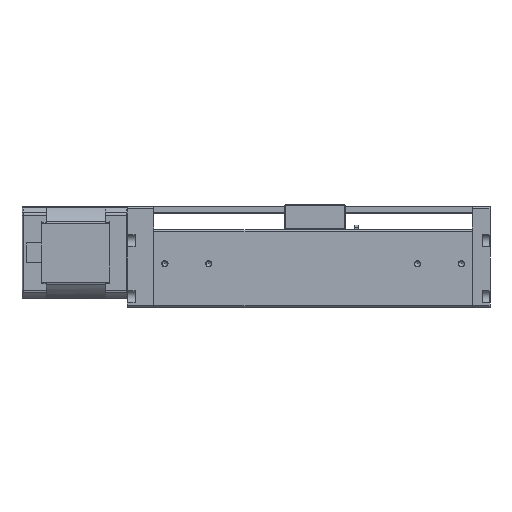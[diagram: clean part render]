
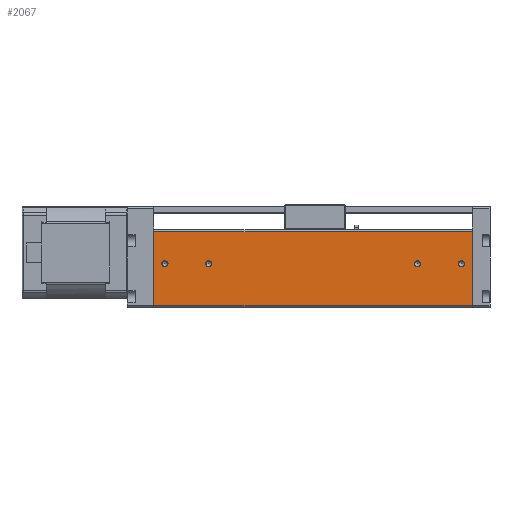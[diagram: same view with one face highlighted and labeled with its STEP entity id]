
A CAD part, front view. The second image highlights one B-rep face of the part: STEP entity #2067.
In plain terms, the highlighted face is planar.
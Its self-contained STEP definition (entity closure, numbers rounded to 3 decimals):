
#2067 = ADVANCED_FACE( '', ( #4539, #4540, #4541, #4542, #4543 ), #4544, .F. );
#4539 = FACE_BOUND( '', #7429, .T. );
#4540 = FACE_BOUND( '', #7430, .T. );
#4541 = FACE_BOUND( '', #7431, .T. );
#4542 = FACE_BOUND( '', #7432, .T. );
#4543 = FACE_OUTER_BOUND( '', #7433, .T. );
#4544 = PLANE( '', #7434 );
#7429 = EDGE_LOOP( '', ( #12332 ) );
#7430 = EDGE_LOOP( '', ( #12333 ) );
#7431 = EDGE_LOOP( '', ( #12334 ) );
#7432 = EDGE_LOOP( '', ( #12335 ) );
#7433 = EDGE_LOOP( '', ( #12336, #12337, #12338, #12339 ) );
#7434 = AXIS2_PLACEMENT_3D( '', #12340, #12341, #12342 );
#12332 = ORIENTED_EDGE( '', *, *, #16056, .T. );
#12333 = ORIENTED_EDGE( '', *, *, #16652, .T. );
#12334 = ORIENTED_EDGE( '', *, *, #16701, .T. );
#12335 = ORIENTED_EDGE( '', *, *, #16604, .T. );
#12336 = ORIENTED_EDGE( '', *, *, #16702, .T. );
#12337 = ORIENTED_EDGE( '', *, *, #16703, .T. );
#12338 = ORIENTED_EDGE( '', *, *, #16503, .F. );
#12339 = ORIENTED_EDGE( '', *, *, #15243, .T. );
#12340 = CARTESIAN_POINT( '', ( -21., -72.5, -19. ) );
#12341 = DIRECTION( '', ( 1., 0., 0. ) );
#12342 = DIRECTION( '', ( 0., 0., -1. ) );
#15243 = EDGE_CURVE( '', #17892, #17896, #17898, .T. );
#16056 = EDGE_CURVE( '', #19189, #19189, #19190, .T. );
#16503 = EDGE_CURVE( '', #17892, #19831, #19832, .T. );
#16604 = EDGE_CURVE( '', #19967, #19967, #19968, .T. );
#16652 = EDGE_CURVE( '', #20030, #20030, #20031, .T. );
#16701 = EDGE_CURVE( '', #20099, #20099, #20100, .T. );
#16702 = EDGE_CURVE( '', #17896, #20101, #20102, .T. );
#16703 = EDGE_CURVE( '', #20101, #19831, #20103, .T. );
#17892 = VERTEX_POINT( '', #21527 );
#17896 = VERTEX_POINT( '', #21533 );
#17898 = LINE( '', #21536, #21537 );
#19189 = VERTEX_POINT( '', #23191 );
#19190 = CIRCLE( '', #23192, 1.45 );
#19831 = VERTEX_POINT( '', #24005 );
#19832 = LINE( '', #24006, #24007 );
#19967 = VERTEX_POINT( '', #24169 );
#19968 = CIRCLE( '', #24170, 1.45 );
#20030 = VERTEX_POINT( '', #24253 );
#20031 = CIRCLE( '', #24254, 1.45 );
#20099 = VERTEX_POINT( '', #24342 );
#20100 = CIRCLE( '', #24343, 1.45 );
#20101 = VERTEX_POINT( '', #24344 );
#20102 = LINE( '', #24345, #24346 );
#20103 = LINE( '', #24347, #24348 );
#21527 = CARTESIAN_POINT( '', ( -21., -72.5, 15.5 ) );
#21533 = CARTESIAN_POINT( '', ( -21., 72.5, 15.5 ) );
#21536 = CARTESIAN_POINT( '', ( -21., -72.5, 15.5 ) );
#21537 = VECTOR( '', #25682, 1000. );
#23191 = CARTESIAN_POINT( '', ( -21., 46.05, 1. ) );
#23192 = AXIS2_PLACEMENT_3D( '', #26801, #26802, #26803 );
#24005 = CARTESIAN_POINT( '', ( -21., -72.5, -18. ) );
#24006 = CARTESIAN_POINT( '', ( -21., -72.5, -19. ) );
#24007 = VECTOR( '', #27393, 1000. );
#24169 = CARTESIAN_POINT( '', ( -21., -68.95, 1. ) );
#24170 = AXIS2_PLACEMENT_3D( '', #27514, #27515, #27516 );
#24253 = CARTESIAN_POINT( '', ( -21., 66.05, 1. ) );
#24254 = AXIS2_PLACEMENT_3D( '', #27556, #27557, #27558 );
#24342 = CARTESIAN_POINT( '', ( -21., -48.95, 1. ) );
#24343 = AXIS2_PLACEMENT_3D( '', #27609, #27610, #27611 );
#24344 = CARTESIAN_POINT( '', ( -21., 72.5, -18. ) );
#24345 = CARTESIAN_POINT( '', ( -21., 72.5, -19. ) );
#24346 = VECTOR( '', #27612, 1000. );
#24347 = CARTESIAN_POINT( '', ( -21., -72.5, -18. ) );
#24348 = VECTOR( '', #27613, 1000. );
#25682 = DIRECTION( '', ( 0., 1., 0. ) );
#26801 = CARTESIAN_POINT( '', ( -21., 47.5, 1. ) );
#26802 = DIRECTION( '', ( 1., 0., 0. ) );
#26803 = DIRECTION( '', ( 0., -1., 0. ) );
#27393 = DIRECTION( '', ( 0., 0., -1. ) );
#27514 = CARTESIAN_POINT( '', ( -21., -67.5, 1. ) );
#27515 = DIRECTION( '', ( 1., 0., 0. ) );
#27516 = DIRECTION( '', ( 0., -1., 0. ) );
#27556 = CARTESIAN_POINT( '', ( -21., 67.5, 1. ) );
#27557 = DIRECTION( '', ( 1., 0., 0. ) );
#27558 = DIRECTION( '', ( 0., -1., 0. ) );
#27609 = CARTESIAN_POINT( '', ( -21., -47.5, 1. ) );
#27610 = DIRECTION( '', ( 1., 0., 0. ) );
#27611 = DIRECTION( '', ( 0., -1., 0. ) );
#27612 = DIRECTION( '', ( 0., 0., -1. ) );
#27613 = DIRECTION( '', ( 0., -1., 0. ) );
